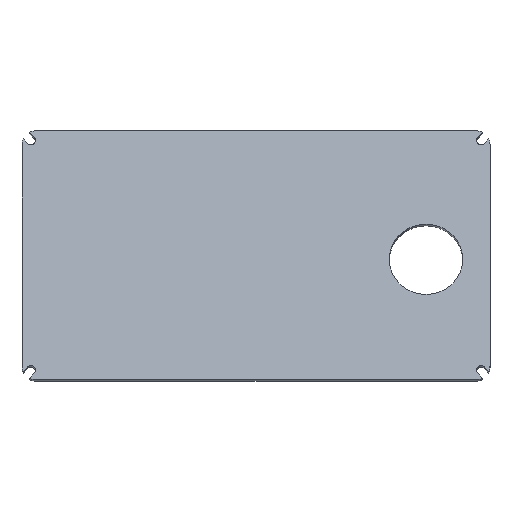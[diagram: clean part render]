
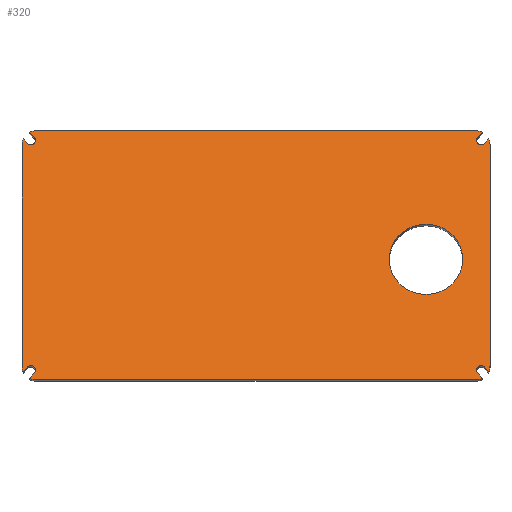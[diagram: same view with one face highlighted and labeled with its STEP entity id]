
A CAD part, front view. The second image highlights one B-rep face of the part: STEP entity #320.
In plain terms, the highlighted planar face has unit normal (0, -0.952, 0.306).
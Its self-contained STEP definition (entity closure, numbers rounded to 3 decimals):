
#24 = VERTEX_POINT('',#25);
#25 = CARTESIAN_POINT('',(-1.637,10.172,76.319
    ));
#31 = EDGE_CURVE('',#24,#32,#34,.T.);
#32 = VERTEX_POINT('',#33);
#33 = CARTESIAN_POINT('',(-1.9,9.803,75.171));
#34 = CIRCLE('',#35,2.9);
#35 = AXIS2_PLACEMENT_3D('',#36,#37,#38);
#36 = CARTESIAN_POINT('',(1.,9.803,75.171));
#37 = DIRECTION('',(0.,-0.952,0.306));
#38 = DIRECTION('',(1.,0.,0.));
#64 = EDGE_CURVE('',#24,#65,#67,.T.);
#65 = VERTEX_POINT('',#66);
#66 = CARTESIAN_POINT('',(-0.882,9.901,75.476
    ));
#67 = LINE('',#68,#69);
#68 = CARTESIAN_POINT('',(-1.637,10.172,76.319
    ));
#69 = VECTOR('',#70,1.);
#70 = DIRECTION('',(0.649,-0.233,-0.724));
#95 = EDGE_CURVE('',#32,#96,#98,.T.);
#96 = VERTEX_POINT('',#97);
#97 = CARTESIAN_POINT('',(-1.9,-3.973,32.332));
#98 = LINE('',#99,#100);
#99 = CARTESIAN_POINT('',(-1.9,9.803,75.171));
#100 = VECTOR('',#101,1.);
#101 = DIRECTION('',(0.,-0.306,-0.952));
#320 = ADVANCED_FACE('',(#321,#503),#514,.F.);
#321 = FACE_BOUND('',#322,.F.);
#322 = EDGE_LOOP('',(#323,#324,#325,#334,#342,#351,#359,#368,#376,#385,
    #393,#402,#410,#419,#427,#436,#444,#453,#461,#470,#478,#487,#495,
    #502));
#323 = ORIENTED_EDGE('',*,*,#31,.F.);
#324 = ORIENTED_EDGE('',*,*,#64,.T.);
#325 = ORIENTED_EDGE('',*,*,#326,.T.);
#326 = EDGE_CURVE('',#65,#327,#329,.T.);
#327 = VERTEX_POINT('',#328);
#328 = CARTESIAN_POINT('',(0.488,10.259,
    76.588));
#329 = CIRCLE('',#330,0.9);
#330 = AXIS2_PLACEMENT_3D('',#331,#332,#333);
#331 = CARTESIAN_POINT('',(-0.197,10.08,
    76.032));
#332 = DIRECTION('',(0.,-0.952,0.306));
#333 = DIRECTION('',(1.,0.,0.));
#334 = ORIENTED_EDGE('',*,*,#335,.F.);
#335 = EDGE_CURVE('',#336,#327,#338,.T.);
#336 = VERTEX_POINT('',#337);
#337 = CARTESIAN_POINT('',(-0.406,10.579,
    77.586));
#338 = LINE('',#339,#340);
#339 = CARTESIAN_POINT('',(-0.406,10.579,
    77.586));
#340 = VECTOR('',#341,1.);
#341 = DIRECTION('',(0.649,-0.233,-0.724));
#342 = ORIENTED_EDGE('',*,*,#343,.F.);
#343 = EDGE_CURVE('',#344,#336,#346,.T.);
#344 = VERTEX_POINT('',#345);
#345 = CARTESIAN_POINT('',(1.,10.691,77.932));
#346 = CIRCLE('',#347,2.9);
#347 = AXIS2_PLACEMENT_3D('',#348,#349,#350);
#348 = CARTESIAN_POINT('',(1.,9.803,75.171));
#349 = DIRECTION('',(0.,-0.952,0.306));
#350 = DIRECTION('',(1.,0.,0.));
#351 = ORIENTED_EDGE('',*,*,#352,.F.);
#352 = EDGE_CURVE('',#353,#344,#355,.T.);
#353 = VERTEX_POINT('',#354);
#354 = CARTESIAN_POINT('',(86.,10.691,77.932));
#355 = LINE('',#356,#357);
#356 = CARTESIAN_POINT('',(86.,10.691,77.932));
#357 = VECTOR('',#358,1.);
#358 = DIRECTION('',(-1.,0.,0.));
#359 = ORIENTED_EDGE('',*,*,#360,.F.);
#360 = EDGE_CURVE('',#361,#353,#363,.T.);
#361 = VERTEX_POINT('',#362);
#362 = CARTESIAN_POINT('',(87.406,10.579,
    77.586));
#363 = CIRCLE('',#364,2.9);
#364 = AXIS2_PLACEMENT_3D('',#365,#366,#367);
#365 = CARTESIAN_POINT('',(86.,9.803,75.171));
#366 = DIRECTION('',(0.,-0.952,0.306));
#367 = DIRECTION('',(1.,0.,0.));
#368 = ORIENTED_EDGE('',*,*,#369,.T.);
#369 = EDGE_CURVE('',#361,#370,#372,.T.);
#370 = VERTEX_POINT('',#371);
#371 = CARTESIAN_POINT('',(86.512,10.259,
    76.588));
#372 = LINE('',#373,#374);
#373 = CARTESIAN_POINT('',(87.406,10.579,
    77.586));
#374 = VECTOR('',#375,1.);
#375 = DIRECTION('',(-0.649,-0.233,-0.724));
#376 = ORIENTED_EDGE('',*,*,#377,.T.);
#377 = EDGE_CURVE('',#370,#378,#380,.T.);
#378 = VERTEX_POINT('',#379);
#379 = CARTESIAN_POINT('',(87.882,9.901,
    75.476));
#380 = CIRCLE('',#381,0.9);
#381 = AXIS2_PLACEMENT_3D('',#382,#383,#384);
#382 = CARTESIAN_POINT('',(87.197,10.08,
    76.032));
#383 = DIRECTION('',(0.,-0.952,0.306));
#384 = DIRECTION('',(1.,0.,0.));
#385 = ORIENTED_EDGE('',*,*,#386,.T.);
#386 = EDGE_CURVE('',#378,#387,#389,.T.);
#387 = VERTEX_POINT('',#388);
#388 = CARTESIAN_POINT('',(88.637,10.172,
    76.319));
#389 = LINE('',#390,#391);
#390 = CARTESIAN_POINT('',(87.882,9.901,
    75.476));
#391 = VECTOR('',#392,1.);
#392 = DIRECTION('',(0.649,0.233,0.724));
#393 = ORIENTED_EDGE('',*,*,#394,.F.);
#394 = EDGE_CURVE('',#395,#387,#397,.T.);
#395 = VERTEX_POINT('',#396);
#396 = CARTESIAN_POINT('',(88.9,9.803,75.171));
#397 = CIRCLE('',#398,2.9);
#398 = AXIS2_PLACEMENT_3D('',#399,#400,#401);
#399 = CARTESIAN_POINT('',(86.,9.803,75.171));
#400 = DIRECTION('',(0.,-0.952,0.306));
#401 = DIRECTION('',(1.,0.,0.));
#402 = ORIENTED_EDGE('',*,*,#403,.F.);
#403 = EDGE_CURVE('',#404,#395,#406,.T.);
#404 = VERTEX_POINT('',#405);
#405 = CARTESIAN_POINT('',(88.9,-3.973,32.332));
#406 = LINE('',#407,#408);
#407 = CARTESIAN_POINT('',(88.9,-3.973,32.332));
#408 = VECTOR('',#409,1.);
#409 = DIRECTION('',(0.,0.306,0.952));
#410 = ORIENTED_EDGE('',*,*,#411,.F.);
#411 = EDGE_CURVE('',#412,#404,#414,.T.);
#412 = VERTEX_POINT('',#413);
#413 = CARTESIAN_POINT('',(88.637,-4.342,
    31.184));
#414 = CIRCLE('',#415,2.9);
#415 = AXIS2_PLACEMENT_3D('',#416,#417,#418);
#416 = CARTESIAN_POINT('',(86.,-3.973,32.332));
#417 = DIRECTION('',(0.,-0.952,0.306));
#418 = DIRECTION('',(1.,0.,0.));
#419 = ORIENTED_EDGE('',*,*,#420,.F.);
#420 = EDGE_CURVE('',#421,#412,#423,.T.);
#421 = VERTEX_POINT('',#422);
#422 = CARTESIAN_POINT('',(87.882,-4.071,
    32.027));
#423 = LINE('',#424,#425);
#424 = CARTESIAN_POINT('',(87.882,-4.071,
    32.027));
#425 = VECTOR('',#426,1.);
#426 = DIRECTION('',(0.649,-0.233,-0.724));
#427 = ORIENTED_EDGE('',*,*,#428,.T.);
#428 = EDGE_CURVE('',#421,#429,#431,.T.);
#429 = VERTEX_POINT('',#430);
#430 = CARTESIAN_POINT('',(86.512,-4.428,
    30.915));
#431 = CIRCLE('',#432,0.9);
#432 = AXIS2_PLACEMENT_3D('',#433,#434,#435);
#433 = CARTESIAN_POINT('',(87.197,-4.249,
    31.471));
#434 = DIRECTION('',(0.,-0.952,0.306));
#435 = DIRECTION('',(1.,0.,0.));
#436 = ORIENTED_EDGE('',*,*,#437,.T.);
#437 = EDGE_CURVE('',#429,#438,#440,.T.);
#438 = VERTEX_POINT('',#439);
#439 = CARTESIAN_POINT('',(87.406,-4.749,
    29.917));
#440 = LINE('',#441,#442);
#441 = CARTESIAN_POINT('',(86.512,-4.428,
    30.915));
#442 = VECTOR('',#443,1.);
#443 = DIRECTION('',(0.649,-0.233,-0.724));
#444 = ORIENTED_EDGE('',*,*,#445,.F.);
#445 = EDGE_CURVE('',#446,#438,#448,.T.);
#446 = VERTEX_POINT('',#447);
#447 = CARTESIAN_POINT('',(86.,-4.86,29.571));
#448 = CIRCLE('',#449,2.9);
#449 = AXIS2_PLACEMENT_3D('',#450,#451,#452);
#450 = CARTESIAN_POINT('',(86.,-3.973,32.332));
#451 = DIRECTION('',(0.,-0.952,0.306));
#452 = DIRECTION('',(1.,0.,0.));
#453 = ORIENTED_EDGE('',*,*,#454,.F.);
#454 = EDGE_CURVE('',#455,#446,#457,.T.);
#455 = VERTEX_POINT('',#456);
#456 = CARTESIAN_POINT('',(1.,-4.86,29.571));
#457 = LINE('',#458,#459);
#458 = CARTESIAN_POINT('',(1.,-4.86,29.571));
#459 = VECTOR('',#460,1.);
#460 = DIRECTION('',(1.,0.,0.));
#461 = ORIENTED_EDGE('',*,*,#462,.F.);
#462 = EDGE_CURVE('',#463,#455,#465,.T.);
#463 = VERTEX_POINT('',#464);
#464 = CARTESIAN_POINT('',(-0.406,-4.749,
    29.917));
#465 = CIRCLE('',#466,2.9);
#466 = AXIS2_PLACEMENT_3D('',#467,#468,#469);
#467 = CARTESIAN_POINT('',(1.,-3.973,32.332));
#468 = DIRECTION('',(0.,-0.952,0.306));
#469 = DIRECTION('',(1.,0.,0.));
#470 = ORIENTED_EDGE('',*,*,#471,.F.);
#471 = EDGE_CURVE('',#472,#463,#474,.T.);
#472 = VERTEX_POINT('',#473);
#473 = CARTESIAN_POINT('',(0.488,-4.428,
    30.915));
#474 = LINE('',#475,#476);
#475 = CARTESIAN_POINT('',(0.488,-4.428,
    30.915));
#476 = VECTOR('',#477,1.);
#477 = DIRECTION('',(-0.649,-0.233,-0.724));
#478 = ORIENTED_EDGE('',*,*,#479,.T.);
#479 = EDGE_CURVE('',#472,#480,#482,.T.);
#480 = VERTEX_POINT('',#481);
#481 = CARTESIAN_POINT('',(-0.882,-4.071,
    32.027));
#482 = CIRCLE('',#483,0.9);
#483 = AXIS2_PLACEMENT_3D('',#484,#485,#486);
#484 = CARTESIAN_POINT('',(-0.197,-4.249,
    31.471));
#485 = DIRECTION('',(0.,-0.952,0.306));
#486 = DIRECTION('',(1.,0.,0.));
#487 = ORIENTED_EDGE('',*,*,#488,.T.);
#488 = EDGE_CURVE('',#480,#489,#491,.T.);
#489 = VERTEX_POINT('',#490);
#490 = CARTESIAN_POINT('',(-1.637,-4.342,
    31.184));
#491 = LINE('',#492,#493);
#492 = CARTESIAN_POINT('',(-0.882,-4.071,
    32.027));
#493 = VECTOR('',#494,1.);
#494 = DIRECTION('',(-0.649,-0.233,-0.724));
#495 = ORIENTED_EDGE('',*,*,#496,.F.);
#496 = EDGE_CURVE('',#96,#489,#497,.T.);
#497 = CIRCLE('',#498,2.9);
#498 = AXIS2_PLACEMENT_3D('',#499,#500,#501);
#499 = CARTESIAN_POINT('',(1.,-3.973,32.332));
#500 = DIRECTION('',(0.,-0.952,0.306));
#501 = DIRECTION('',(1.,0.,0.));
#502 = ORIENTED_EDGE('',*,*,#95,.F.);
#503 = FACE_BOUND('',#504,.F.);
#504 = EDGE_LOOP('',(#505));
#505 = ORIENTED_EDGE('',*,*,#506,.F.);
#506 = EDGE_CURVE('',#507,#507,#509,.T.);
#507 = VERTEX_POINT('',#508);
#508 = CARTESIAN_POINT('',(83.63,2.656,52.946));
#509 = CIRCLE('',#510,7.15);
#510 = AXIS2_PLACEMENT_3D('',#511,#512,#513);
#511 = CARTESIAN_POINT('',(76.48,2.656,52.946));
#512 = DIRECTION('',(0.,0.952,-0.306));
#513 = DIRECTION('',(1.,0.,0.));
#514 = PLANE('',#515);
#515 = AXIS2_PLACEMENT_3D('',#516,#517,#518);
#516 = CARTESIAN_POINT('',(43.5,2.915,53.751));
#517 = DIRECTION('',(0.,0.952,-0.306));
#518 = DIRECTION('',(0.,0.306,0.952));
